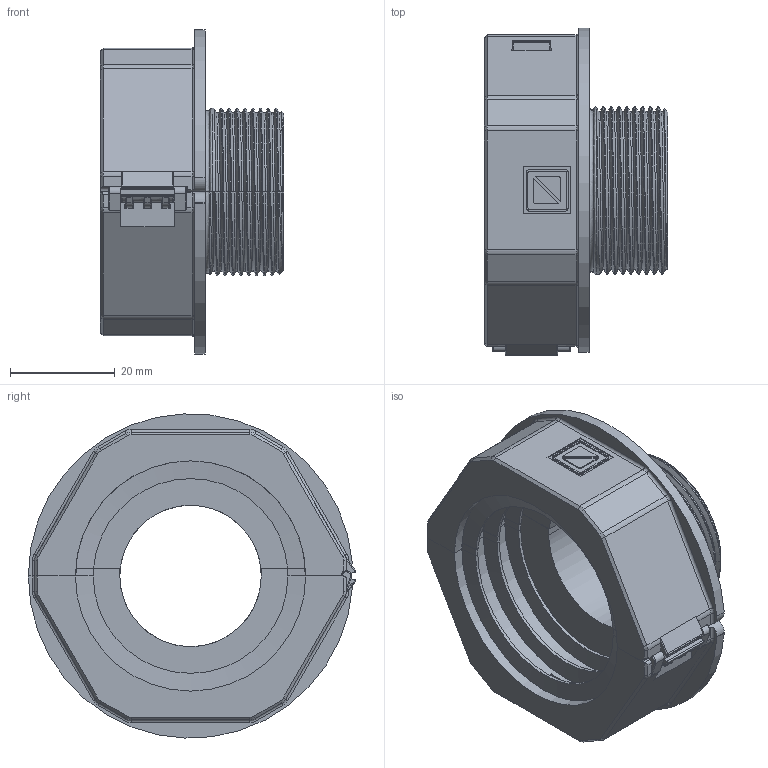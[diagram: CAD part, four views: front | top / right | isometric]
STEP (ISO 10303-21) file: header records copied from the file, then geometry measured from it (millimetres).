
FILE_DESCRIPTION (( 'STEP AP203' ), '1' );
FILE_NAME ('836024.step', '2023-06-13T19:06:59', ( '' ), ( '' ), 'SwSTEP 2.0', 'SolidWorks 2021', '' );
FILE_SCHEMA (( 'CONFIG_CONTROL_DESIGN' ));
Length unit declared in the file: inch
Products named in the file (1): 836024
Bounding box: 35 x 62.56 x 61.95 mm (x, y, z)
Volume: 28532 mm3; surface area: 18646.2 mm2
Topology: 2 solids, 2 shells, 738 faces, 1998 edges, 1285 vertices
Faces by surface type: plane 341, bspline 201, cylinder 163, cone 33
Entity records: 32001 total; most frequent: CARTESIAN_POINT 15333, ORIENTED_EDGE 3992, DIRECTION 2548, EDGE_CURVE 1996, VERTEX_POINT 1285, LINE 1088, VECTOR 1088, EDGE_LOOP 767
